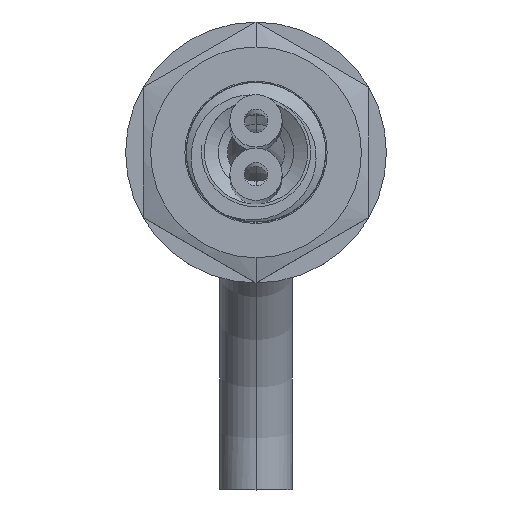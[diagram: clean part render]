
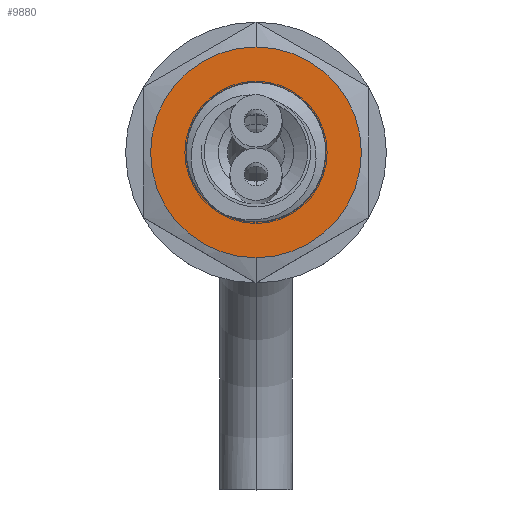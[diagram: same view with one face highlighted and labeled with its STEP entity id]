
A CAD part, top view. The second image highlights one B-rep face of the part: STEP entity #9880.
In plain terms, the highlighted planar face has unit normal (0, 0, 1).
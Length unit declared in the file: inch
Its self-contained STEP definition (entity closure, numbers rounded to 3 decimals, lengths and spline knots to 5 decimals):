
#9575=CARTESIAN_POINT('',(0.,0.,0.0625));
#9576=DIRECTION('',(0.,0.,1.));
#9577=DIRECTION('',(-1.,0.,0.));
#9578=AXIS2_PLACEMENT_3D('',#9575,#9576,#9577);
#9580=CARTESIAN_POINT('',(0.,0.,0.0625));
#9581=DIRECTION('',(0.,0.,1.));
#9582=DIRECTION('',(1.,0.,0.));
#9583=AXIS2_PLACEMENT_3D('',#9580,#9581,#9582);
#9585=CARTESIAN_POINT('',(0.,0.,0.0625));
#9586=DIRECTION('',(0.,0.,-1.));
#9587=DIRECTION('',(0.,1.,0.));
#9588=AXIS2_PLACEMENT_3D('',#9585,#9586,#9587);
#9590=CARTESIAN_POINT('',(0.,0.,0.0625));
#9591=DIRECTION('',(0.,0.,-1.));
#9592=DIRECTION('',(0.,-1.,0.));
#9593=AXIS2_PLACEMENT_3D('',#9590,#9591,#9592);
#9795=CARTESIAN_POINT('',(-0.1035,0.,0.0625));
#9796=CARTESIAN_POINT('',(0.1035,0.,0.0625));
#9797=VERTEX_POINT('',#9795);
#9798=VERTEX_POINT('',#9796);
#9803=CARTESIAN_POINT('',(0.,0.175,0.0625));
#9804=CARTESIAN_POINT('',(0.,-0.175,0.0625));
#9805=VERTEX_POINT('',#9803);
#9806=VERTEX_POINT('',#9804);
#9865=CARTESIAN_POINT('',(0.,0.,0.0625));
#9866=DIRECTION('',(0.,0.,1.));
#9867=DIRECTION('',(1.,0.,0.));
#9868=AXIS2_PLACEMENT_3D('',#9865,#9866,#9867);
#9869=PLANE('',#9868);
#9871=ORIENTED_EDGE('',*,*,#9870,.T.);
#9873=ORIENTED_EDGE('',*,*,#9872,.T.);
#9874=EDGE_LOOP('',(#9871,#9873));
#9875=FACE_OUTER_BOUND('',#9874,.F.);
#9876=ORIENTED_EDGE('',*,*,#9845,.T.);
#9877=ORIENTED_EDGE('',*,*,#9859,.T.);
#9878=EDGE_LOOP('',(#9876,#9877));
#9879=FACE_BOUND('',#9878,.F.);
#9880=ADVANCED_FACE('',(#9875,#9879),#9869,.T.);
#9579=CIRCLE('',#9578,0.1035);
#9584=CIRCLE('',#9583,0.1035);
#9589=CIRCLE('',#9588,0.175);
#9594=CIRCLE('',#9593,0.175);
#9845=EDGE_CURVE('',#9797,#9798,#9579,.T.);
#9859=EDGE_CURVE('',#9798,#9797,#9584,.T.);
#9870=EDGE_CURVE('',#9805,#9806,#9589,.T.);
#9872=EDGE_CURVE('',#9806,#9805,#9594,.T.);
